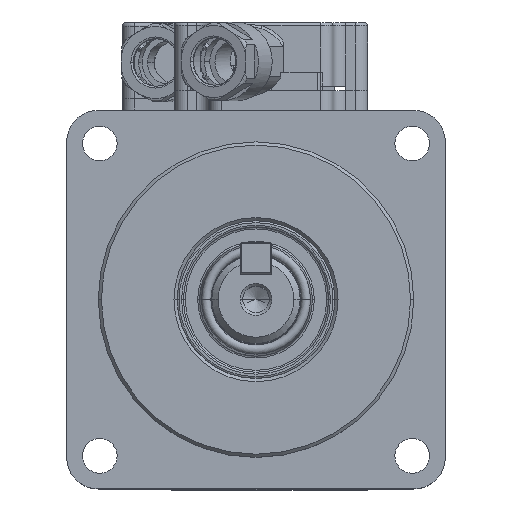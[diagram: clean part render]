
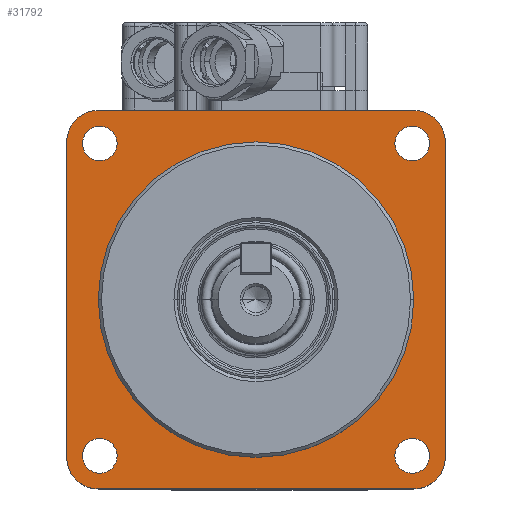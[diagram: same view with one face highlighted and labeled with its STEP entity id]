
A CAD part, top view. The second image highlights one B-rep face of the part: STEP entity #31792.
In plain terms, the highlighted planar face has unit normal (0, 0, 1).
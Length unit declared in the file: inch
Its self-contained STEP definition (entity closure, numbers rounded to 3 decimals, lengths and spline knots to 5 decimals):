
#30776=DIRECTION('',(1.,0.,0.));
#30777=VECTOR('',#30776,1.9685);
#30778=CARTESIAN_POINT('',(-0.98425,-1.1811,0.));
#30779=LINE('',#30778,#30777);
#30930=DIRECTION('',(0.,1.,0.));
#30931=VECTOR('',#30930,1.9685);
#30932=CARTESIAN_POINT('',(1.1811,-0.98425,0.));
#30933=LINE('',#30932,#30931);
#30946=CARTESIAN_POINT('',(-0.98425,0.98425,0.));
#30947=DIRECTION('',(0.,0.,-1.));
#30948=DIRECTION('',(-1.,0.,0.));
#30949=AXIS2_PLACEMENT_3D('',#30946,#30947,#30948);
#30951=CARTESIAN_POINT('',(0.98425,0.98425,0.));
#30952=DIRECTION('',(0.,0.,-1.));
#30953=DIRECTION('',(0.,1.,0.));
#30954=AXIS2_PLACEMENT_3D('',#30951,#30952,#30953);
#30956=CARTESIAN_POINT('',(0.98425,-0.98425,0.));
#30957=DIRECTION('',(0.,0.,-1.));
#30958=DIRECTION('',(1.,0.,0.));
#30959=AXIS2_PLACEMENT_3D('',#30956,#30957,#30958);
#30961=CARTESIAN_POINT('',(-0.98425,-0.98425,0.));
#30962=DIRECTION('',(0.,0.,-1.));
#30963=DIRECTION('',(0.,-1.,0.));
#30964=AXIS2_PLACEMENT_3D('',#30961,#30962,#30963);
#30966=CARTESIAN_POINT('',(0.,0.,0.));
#30967=DIRECTION('',(0.,0.,1.));
#30968=DIRECTION('',(-1.,0.,0.));
#30969=AXIS2_PLACEMENT_3D('',#30966,#30967,#30968);
#30971=CARTESIAN_POINT('',(0.,0.,0.));
#30972=DIRECTION('',(0.,0.,1.));
#30973=DIRECTION('',(1.,0.,0.));
#30974=AXIS2_PLACEMENT_3D('',#30971,#30972,#30973);
#30976=CARTESIAN_POINT('',(0.97436,0.97436,0.));
#30977=DIRECTION('',(0.,0.,1.));
#30978=DIRECTION('',(1.,0.,0.));
#30979=AXIS2_PLACEMENT_3D('',#30976,#30977,#30978);
#30981=CARTESIAN_POINT('',(0.97436,0.97436,0.));
#30982=DIRECTION('',(0.,0.,1.));
#30983=DIRECTION('',(-1.,0.,0.));
#30984=AXIS2_PLACEMENT_3D('',#30981,#30982,#30983);
#30986=CARTESIAN_POINT('',(0.97436,-0.97436,0.));
#30987=DIRECTION('',(0.,0.,1.));
#30988=DIRECTION('',(1.,0.,0.));
#30989=AXIS2_PLACEMENT_3D('',#30986,#30987,#30988);
#30991=CARTESIAN_POINT('',(0.97436,-0.97436,0.));
#30992=DIRECTION('',(0.,0.,1.));
#30993=DIRECTION('',(-1.,0.,0.));
#30994=AXIS2_PLACEMENT_3D('',#30991,#30992,#30993);
#30996=CARTESIAN_POINT('',(-0.97436,-0.97436,0.));
#30997=DIRECTION('',(0.,0.,1.));
#30998=DIRECTION('',(1.,0.,0.));
#30999=AXIS2_PLACEMENT_3D('',#30996,#30997,#30998);
#31001=CARTESIAN_POINT('',(-0.97436,-0.97436,0.));
#31002=DIRECTION('',(0.,0.,1.));
#31003=DIRECTION('',(-1.,0.,0.));
#31004=AXIS2_PLACEMENT_3D('',#31001,#31002,#31003);
#31006=CARTESIAN_POINT('',(-0.97436,0.97436,0.));
#31007=DIRECTION('',(0.,0.,1.));
#31008=DIRECTION('',(1.,0.,0.));
#31009=AXIS2_PLACEMENT_3D('',#31006,#31007,#31008);
#31011=CARTESIAN_POINT('',(-0.97436,0.97436,0.));
#31012=DIRECTION('',(0.,0.,1.));
#31013=DIRECTION('',(-1.,0.,0.));
#31014=AXIS2_PLACEMENT_3D('',#31011,#31012,#31013);
#31058=DIRECTION('',(-1.,0.,0.));
#31059=VECTOR('',#31058,1.9685);
#31060=CARTESIAN_POINT('',(0.98425,1.1811,0.));
#31061=LINE('',#31060,#31059);
#31180=DIRECTION('',(0.,-1.,0.));
#31181=VECTOR('',#31180,1.9685);
#31182=CARTESIAN_POINT('',(-1.1811,0.98425,0.));
#31183=LINE('',#31182,#31181);
#31386=CARTESIAN_POINT('',(-0.98425,-1.1811,0.));
#31387=VERTEX_POINT('',#31386);
#31388=CARTESIAN_POINT('',(0.98425,-1.1811,0.));
#31389=VERTEX_POINT('',#31388);
#31450=CARTESIAN_POINT('',(1.1811,-0.98425,0.));
#31451=VERTEX_POINT('',#31450);
#31452=CARTESIAN_POINT('',(1.1811,0.98425,0.));
#31453=VERTEX_POINT('',#31452);
#31458=CARTESIAN_POINT('',(-1.1811,0.98425,0.));
#31459=CARTESIAN_POINT('',(-0.98425,1.1811,0.));
#31460=VERTEX_POINT('',#31458);
#31461=VERTEX_POINT('',#31459);
#31462=CARTESIAN_POINT('',(0.98425,1.1811,0.));
#31463=VERTEX_POINT('',#31462);
#31464=CARTESIAN_POINT('',(-1.1811,-0.98425,0.));
#31465=VERTEX_POINT('',#31464);
#31466=CARTESIAN_POINT('',(-0.98425,0.,0.));
#31467=CARTESIAN_POINT('',(0.98425,0.,0.));
#31468=VERTEX_POINT('',#31466);
#31469=VERTEX_POINT('',#31467);
#31470=CARTESIAN_POINT('',(1.08263,0.97436,0.));
#31471=CARTESIAN_POINT('',(0.86609,0.97436,0.));
#31472=VERTEX_POINT('',#31470);
#31473=VERTEX_POINT('',#31471);
#31474=CARTESIAN_POINT('',(1.08263,-0.97436,0.));
#31475=CARTESIAN_POINT('',(0.86609,-0.97436,0.));
#31476=VERTEX_POINT('',#31474);
#31477=VERTEX_POINT('',#31475);
#31478=CARTESIAN_POINT('',(-0.86609,-0.97436,0.));
#31479=CARTESIAN_POINT('',(-1.08263,-0.97436,0.));
#31480=VERTEX_POINT('',#31478);
#31481=VERTEX_POINT('',#31479);
#31482=CARTESIAN_POINT('',(-0.86609,0.97436,0.));
#31483=CARTESIAN_POINT('',(-1.08263,0.97436,0.));
#31484=VERTEX_POINT('',#31482);
#31485=VERTEX_POINT('',#31483);
#31742=CARTESIAN_POINT('',(-0.98425,0.98425,0.));
#31743=DIRECTION('',(0.,0.,1.));
#31744=DIRECTION('',(1.,0.,0.));
#31745=AXIS2_PLACEMENT_3D('',#31742,#31743,#31744);
#31746=PLANE('',#31745);
#31748=ORIENTED_EDGE('',*,*,#31747,.T.);
#31750=ORIENTED_EDGE('',*,*,#31749,.F.);
#31752=ORIENTED_EDGE('',*,*,#31751,.T.);
#31753=ORIENTED_EDGE('',*,*,#31715,.F.);
#31754=ORIENTED_EDGE('',*,*,#31736,.T.);
#31755=ORIENTED_EDGE('',*,*,#31599,.F.);
#31757=ORIENTED_EDGE('',*,*,#31756,.T.);
#31759=ORIENTED_EDGE('',*,*,#31758,.F.);
#31760=EDGE_LOOP('',(#31748,#31750,#31752,#31753,#31754,#31755,#31757,#31759));
#31761=FACE_OUTER_BOUND('',#31760,.F.);
#31763=ORIENTED_EDGE('',*,*,#31762,.T.);
#31765=ORIENTED_EDGE('',*,*,#31764,.T.);
#31766=EDGE_LOOP('',(#31763,#31765));
#31767=FACE_BOUND('',#31766,.F.);
#31769=ORIENTED_EDGE('',*,*,#31768,.T.);
#31771=ORIENTED_EDGE('',*,*,#31770,.T.);
#31772=EDGE_LOOP('',(#31769,#31771));
#31773=FACE_BOUND('',#31772,.F.);
#31775=ORIENTED_EDGE('',*,*,#31774,.T.);
#31777=ORIENTED_EDGE('',*,*,#31776,.T.);
#31778=EDGE_LOOP('',(#31775,#31777));
#31779=FACE_BOUND('',#31778,.F.);
#31781=ORIENTED_EDGE('',*,*,#31780,.T.);
#31783=ORIENTED_EDGE('',*,*,#31782,.T.);
#31784=EDGE_LOOP('',(#31781,#31783));
#31785=FACE_BOUND('',#31784,.F.);
#31787=ORIENTED_EDGE('',*,*,#31786,.T.);
#31789=ORIENTED_EDGE('',*,*,#31788,.T.);
#31790=EDGE_LOOP('',(#31787,#31789));
#31791=FACE_BOUND('',#31790,.F.);
#31792=ADVANCED_FACE('',(#31761,#31767,#31773,#31779,#31785,#31791),#31746,.T.);
#30950=CIRCLE('',#30949,0.19685);
#30955=CIRCLE('',#30954,0.19685);
#30960=CIRCLE('',#30959,0.19685);
#30965=CIRCLE('',#30964,0.19685);
#30970=CIRCLE('',#30969,0.98425);
#30975=CIRCLE('',#30974,0.98425);
#30980=CIRCLE('',#30979,0.10827);
#30985=CIRCLE('',#30984,0.10827);
#30990=CIRCLE('',#30989,0.10827);
#30995=CIRCLE('',#30994,0.10827);
#31000=CIRCLE('',#30999,0.10827);
#31005=CIRCLE('',#31004,0.10827);
#31010=CIRCLE('',#31009,0.10827);
#31015=CIRCLE('',#31014,0.10827);
#31599=EDGE_CURVE('',#31387,#31389,#30779,.T.);
#31715=EDGE_CURVE('',#31451,#31453,#30933,.T.);
#31736=EDGE_CURVE('',#31451,#31389,#30960,.T.);
#31747=EDGE_CURVE('',#31460,#31461,#30950,.T.);
#31749=EDGE_CURVE('',#31463,#31461,#31061,.T.);
#31751=EDGE_CURVE('',#31463,#31453,#30955,.T.);
#31756=EDGE_CURVE('',#31387,#31465,#30965,.T.);
#31758=EDGE_CURVE('',#31460,#31465,#31183,.T.);
#31762=EDGE_CURVE('',#31468,#31469,#30970,.T.);
#31764=EDGE_CURVE('',#31469,#31468,#30975,.T.);
#31768=EDGE_CURVE('',#31472,#31473,#30980,.T.);
#31770=EDGE_CURVE('',#31473,#31472,#30985,.T.);
#31774=EDGE_CURVE('',#31476,#31477,#30990,.T.);
#31776=EDGE_CURVE('',#31477,#31476,#30995,.T.);
#31780=EDGE_CURVE('',#31480,#31481,#31000,.T.);
#31782=EDGE_CURVE('',#31481,#31480,#31005,.T.);
#31786=EDGE_CURVE('',#31484,#31485,#31010,.T.);
#31788=EDGE_CURVE('',#31485,#31484,#31015,.T.);
